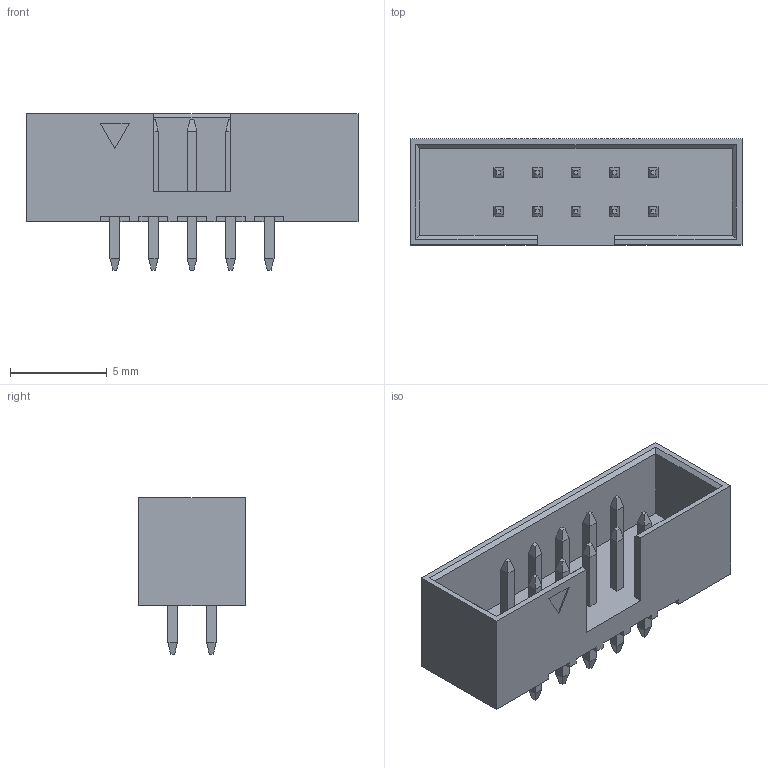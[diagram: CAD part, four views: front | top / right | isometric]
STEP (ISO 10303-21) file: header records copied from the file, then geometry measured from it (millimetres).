
FILE_DESCRIPTION(/* description */ ('Unknown'),/* implementation_level */ '2;1');
FILE_NAME(/* name */ '62501021621',/* time_stamp */ '2018-10-31T14:46:21+01:00',/* author */ ('Unknown'),/* organization */ ('Unknown'),/* preprocessor_version */ 'ST-DEVELOPER v16.7',/* originating_system */ 'DEX',/* authorisation */ $);
FILE_SCHEMA (('AUTOMOTIVE_DESIGN {1 0 10303 214 3 1 1}'));
Length unit declared in the file: millimetre
Products named in the file (3): 6250xx21621; 62501021621; 6250xx21621_PIN
Assembly tree (11 placements, depth 2):
  6250xx21621
    62501021621
    6250xx21621_PIN  x10
Bounding box: 17.2 x 5.5 x 8.1 mm (x, y, z)
Volume: 232.8 mm3; surface area: 762.6 mm2
Topology: 11 solids, 11 shells, 263 faces, 636 edges, 396 vertices
Faces by surface type: plane 263
Entity records: 4490 total; most frequent: CARTESIAN_POINT 785, ORIENTED_EDGE 768, DIRECTION 682, EDGE_CURVE 384, LINE 384, VECTOR 384, VERTEX_POINT 252, EDGE_LOOP 158
